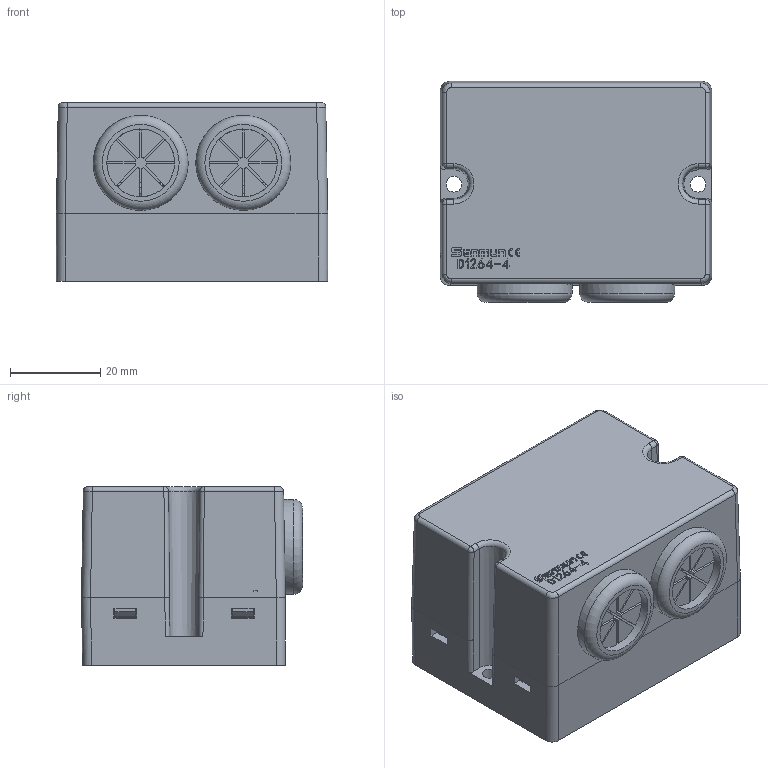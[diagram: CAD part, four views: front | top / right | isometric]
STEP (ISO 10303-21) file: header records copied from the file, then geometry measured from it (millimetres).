
FILE_DESCRIPTION(/* description */ (''),/* implementation_level */ '2;1');
FILE_NAME(/* name */ 'D1264-4 3D.stp',/* time_stamp */ '2024-08-15T09:16:57+08:00',/* author */ (''),/* organization */ (''),/* preprocessor_version */ 'ST-DEVELOPER v14',/* originating_system */ 'SIEMENS PLM Software NX 8.0',/* authorisation */ '');
FILE_SCHEMA (('AUTOMOTIVE_DESIGN { 1 0 10303 214 3 1 1 1 }'));
Length unit declared in the file: millimetre
Products named in the file (1): D1264-4 3D_stp
Bounding box: 60 x 48.9 x 39.5 mm (x, y, z)
Volume: 51387.8 mm3; surface area: 32562.8 mm2
Topology: 1 solids, 1 shells, 1303 faces, 3674 edges, 2418 vertices
Faces by surface type: plane 1028, cylinder 241, extrusion 13, bspline 8, cone 7, torus 6
Full cylindrical faces by diameter (mm): 1.497 x6, 3.5 x2, 15 x2, 21 x4
Entity records: 43159 total; most frequent: CARTESIAN_POINT 8000, ORIENTED_EDGE 7288, DIRECTION 6736, EDGE_CURVE 3644, VECTOR 3072, LINE 3059, VERTEX_POINT 2411, AXIS2_PLACEMENT_3D 1832
